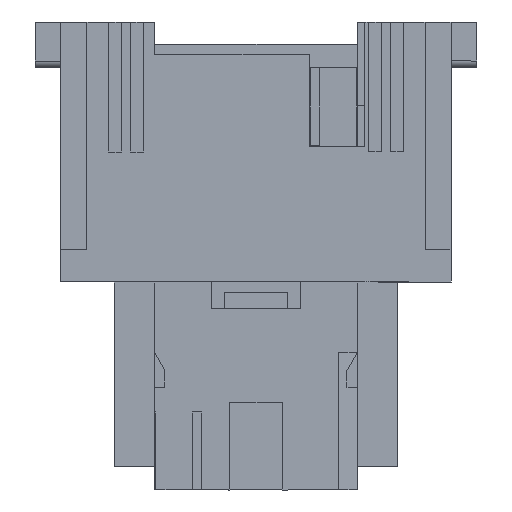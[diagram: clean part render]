
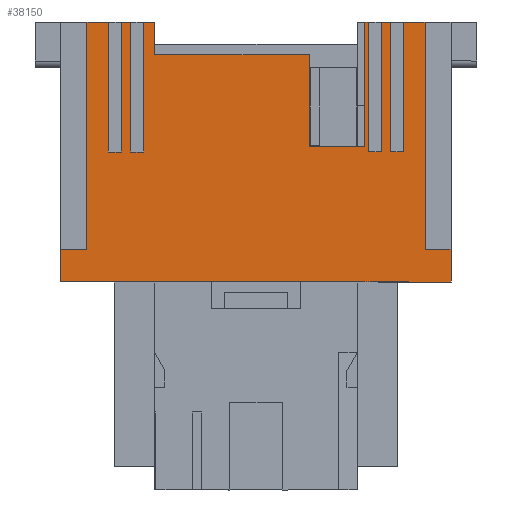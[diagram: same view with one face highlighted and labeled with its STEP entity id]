
A CAD part, left-side view. The second image highlights one B-rep face of the part: STEP entity #38150.
In plain terms, the highlighted face is planar.
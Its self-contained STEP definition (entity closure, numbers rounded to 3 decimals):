
#21130=CARTESIAN_POINT('',(56.048,60.757,-4.)
);
#21140=VERTEX_POINT('',#21130);
#21170=CARTESIAN_POINT('',(56.048,60.757,0.));
#21180=DIRECTION('',(0.,0.,-1.));
#21190=VECTOR('',#21180,1.);
#21200=LINE('',#21170,#21190);
#21210=CARTESIAN_POINT('',(56.048,60.757,-2.)
);
#21220=VERTEX_POINT('',#21210);
#21230=EDGE_CURVE('',#21220,#21140,#21200,.T.);
#23800=CARTESIAN_POINT('',(56.048,75.757,
-21.1));
#23810=VERTEX_POINT('',#23800);
#23840=CARTESIAN_POINT('',(56.048,75.757,0.));
#23850=DIRECTION('',(0.,0.,-1.));
#23860=VECTOR('',#23850,1.);
#23870=LINE('',#23840,#23860);
#23880=CARTESIAN_POINT('',(56.048,75.757,
-9.2));
#23890=VERTEX_POINT('',#23880);
#23900=EDGE_CURVE('',#23890,#23810,#23870,.T.);
#27880=CARTESIAN_POINT('',(56.048,78.257,-26.65));
#27890=VERTEX_POINT('',#27880);
#27920=CARTESIAN_POINT('',(56.048,0.,-26.65));
#27930=DIRECTION('',(0.,-1.,0.));
#27940=VECTOR('',#27930,1.);
#27950=LINE('',#27920,#27940);
#27960=CARTESIAN_POINT('',(56.048,68.257,-26.65));
#27970=VERTEX_POINT('',#27960);
#27980=EDGE_CURVE('',#27890,#27970,#27950,.T.);
#29760=CARTESIAN_POINT('',(56.048,68.257,-6.65)
);
#29770=VERTEX_POINT('',#29760);
#29800=CARTESIAN_POINT('',(56.048,68.257,0.));
#29810=DIRECTION('',(0.,0.,1.));
#29820=VECTOR('',#29810,1.);
#29830=LINE('',#29800,#29820);
#29840=CARTESIAN_POINT('',(56.048,68.257,-5.65)
);
#29850=VERTEX_POINT('',#29840);
#29860=EDGE_CURVE('',#29770,#29850,#29830,.T.);
#30170=CARTESIAN_POINT('',(56.048,68.257,0.));
#30180=DIRECTION('',(0.,0.,1.));
#30190=VECTOR('',#30180,1.);
#30200=LINE('',#30170,#30190);
#30210=CARTESIAN_POINT('',(56.048,68.257,-28.35));
#30220=VERTEX_POINT('',#30210);
#30230=CARTESIAN_POINT('',(56.048,68.257,-27.35));
#30240=VERTEX_POINT('',#30230);
#30250=EDGE_CURVE('',#30220,#30240,#30200,.T.);
#30680=CARTESIAN_POINT('',(56.048,78.257,-28.35));
#30690=VERTEX_POINT('',#30680);
#30740=CARTESIAN_POINT('',(56.048,0.,-28.35));
#30750=DIRECTION('',(0.,-1.,0.));
#30760=VECTOR('',#30750,1.);
#30770=LINE('',#30740,#30760);
#30780=EDGE_CURVE('',#30690,#30220,#30770,.T.);
#34290=CARTESIAN_POINT('',(56.048,60.757,-30.)
);
#34300=VERTEX_POINT('',#34290);
#34450=CARTESIAN_POINT('',(56.048,60.757,-32.)
);
#34460=VERTEX_POINT('',#34450);
#34490=CARTESIAN_POINT('',(56.048,60.757,-4.559)
);
#34500=DIRECTION('',(0.,0.,1.));
#34510=VECTOR('',#34500,1.);
#34520=LINE('',#34490,#34510);
#34530=EDGE_CURVE('',#34460,#34300,#34520,.T.);
#36160=CARTESIAN_POINT('',(56.048,78.257,-25.35)
);
#36170=VERTEX_POINT('',#36160);
#36200=CARTESIAN_POINT('',(56.048,0.,-25.35));
#36210=DIRECTION('',(0.,1.,0.));
#36220=VECTOR('',#36210,1.);
#36230=LINE('',#36200,#36220);
#36240=CARTESIAN_POINT('',(56.048,68.657,
-25.35));
#36250=VERTEX_POINT('',#36240);
#36260=EDGE_CURVE('',#36250,#36170,#36230,.T.);
#36540=CARTESIAN_POINT('',(56.048,80.457,
-0.5));
#36550=DIRECTION('',(1.,0.,0.));
#36560=DIRECTION('',(0.,0.,1.));
#36570=AXIS2_PLACEMENT_3D('',#36540,#36550,#36560);
#36580=PLANE('',#36570);
#36590=CARTESIAN_POINT('',(56.048,0.,-2.));
#36600=DIRECTION('',(0.,1.,0.));
#36610=VECTOR('',#36600,1.);
#36620=LINE('',#36590,#36610);
#36630=CARTESIAN_POINT('',(56.048,58.257,
-2.));
#36640=VERTEX_POINT('',#36630);
#36650=EDGE_CURVE('',#36640,#21220,#36620,.T.);
#36660=ORIENTED_EDGE('',*,*,#36650,.F.);
#36670=ORIENTED_EDGE('',*,*,#21230,.F.);
#36680=CARTESIAN_POINT('',(56.048,0.,-4.));
#36690=DIRECTION('',(0.,-1.,0.));
#36700=VECTOR('',#36690,1.);
#36710=LINE('',#36680,#36700);
#36720=CARTESIAN_POINT('',(56.048,78.257,-4.)
);
#36730=VERTEX_POINT('',#36720);
#36740=EDGE_CURVE('',#36730,#21140,#36710,.T.);
#36750=ORIENTED_EDGE('',*,*,#36740,.T.);
#36760=CARTESIAN_POINT('',(56.048,78.257,0.));
#36770=DIRECTION('',(0.,0.,1.));
#36780=VECTOR('',#36770,1.);
#36790=LINE('',#36760,#36780);
#36800=CARTESIAN_POINT('',(56.048,78.257,-5.65)
);
#36810=VERTEX_POINT('',#36800);
#36820=EDGE_CURVE('',#36810,#36730,#36790,.T.);
#36830=ORIENTED_EDGE('',*,*,#36820,.T.);
#36840=CARTESIAN_POINT('',(56.048,0.,-5.65));
#36850=DIRECTION('',(0.,1.,0.));
#36860=VECTOR('',#36850,1.);
#36870=LINE('',#36840,#36860);
#36880=EDGE_CURVE('',#29850,#36810,#36870,.T.);
#36890=ORIENTED_EDGE('',*,*,#36880,.T.);
#36900=ORIENTED_EDGE('',*,*,#29860,.T.);
#36910=CARTESIAN_POINT('',(56.048,0.,-6.65));
#36920=DIRECTION('',(0.,-1.,0.));
#36930=VECTOR('',#36920,1.);
#36940=LINE('',#36910,#36930);
#36950=CARTESIAN_POINT('',(56.048,78.257,-6.65)
);
#36960=VERTEX_POINT('',#36950);
#36970=EDGE_CURVE('',#36960,#29770,#36940,.T.);
#36980=ORIENTED_EDGE('',*,*,#36970,.T.);
#36990=CARTESIAN_POINT('',(56.048,78.257,-7.35)
);
#37000=VERTEX_POINT('',#36990);
#37010=EDGE_CURVE('',#37000,#36960,#36790,.T.);
#37020=ORIENTED_EDGE('',*,*,#37010,.T.);
#37030=CARTESIAN_POINT('',(56.048,0.,-7.35));
#37040=DIRECTION('',(0.,1.,0.));
#37050=VECTOR('',#37040,1.);
#37060=LINE('',#37030,#37050);
#37070=CARTESIAN_POINT('',(56.048,68.257,-7.35)
);
#37080=VERTEX_POINT('',#37070);
#37090=EDGE_CURVE('',#37080,#37000,#37060,.T.);
#37100=ORIENTED_EDGE('',*,*,#37090,.T.);
#37110=CARTESIAN_POINT('',(56.048,68.257,0.));
#37120=DIRECTION('',(0.,0.,1.));
#37130=VECTOR('',#37120,1.);
#37140=LINE('',#37110,#37130);
#37150=CARTESIAN_POINT('',(56.048,68.257,-8.35)
);
#37160=VERTEX_POINT('',#37150);
#37170=EDGE_CURVE('',#37160,#37080,#37140,.T.);
#37180=ORIENTED_EDGE('',*,*,#37170,.T.);
#37190=CARTESIAN_POINT('',(56.048,0.,-8.35));
#37200=DIRECTION('',(0.,-1.,0.));
#37210=VECTOR('',#37200,1.);
#37220=LINE('',#37190,#37210);
#37230=CARTESIAN_POINT('',(56.048,78.257,-8.35)
);
#37240=VERTEX_POINT('',#37230);
#37250=EDGE_CURVE('',#37240,#37160,#37220,.T.);
#37260=ORIENTED_EDGE('',*,*,#37250,.T.);
#37270=CARTESIAN_POINT('',(56.048,78.257,-9.2)
);
#37280=VERTEX_POINT('',#37270);
#37290=EDGE_CURVE('',#37280,#37240,#36790,.T.);
#37300=ORIENTED_EDGE('',*,*,#37290,.T.);
#37310=CARTESIAN_POINT('',(56.048,0.,-9.2));
#37320=DIRECTION('',(0.,1.,0.));
#37330=VECTOR('',#37320,1.);
#37340=LINE('',#37310,#37330);
#37350=EDGE_CURVE('',#23890,#37280,#37340,.T.);
#37360=ORIENTED_EDGE('',*,*,#37350,.T.);
#37370=ORIENTED_EDGE('',*,*,#23900,.F.);
#37380=CARTESIAN_POINT('',(56.048,0.,-21.1));
#37390=DIRECTION('',(0.,-1.,0.));
#37400=VECTOR('',#37390,1.);
#37410=LINE('',#37380,#37400);
#37420=CARTESIAN_POINT('',(56.048,68.657,
-21.1));
#37430=VERTEX_POINT('',#37420);
#37440=EDGE_CURVE('',#23810,#37430,#37410,.T.);
#37450=ORIENTED_EDGE('',*,*,#37440,.F.);
#37460=CARTESIAN_POINT('',(56.048,68.657,0.));
#37470=DIRECTION('',(0.,0.,-1.));
#37480=VECTOR('',#37470,1.);
#37490=LINE('',#37460,#37480);
#37500=EDGE_CURVE('',#37430,#36250,#37490,.T.);
#37510=ORIENTED_EDGE('',*,*,#37500,.F.);
#37520=ORIENTED_EDGE('',*,*,#36260,.F.);
#37530=CARTESIAN_POINT('',(56.048,78.257,
-4.559));
#37540=DIRECTION('',(0.,0.,1.));
#37550=VECTOR('',#37540,1.);
#37560=LINE('',#37530,#37550);
#37570=CARTESIAN_POINT('',(56.048,78.257,-25.65));
#37580=VERTEX_POINT('',#37570);
#37590=EDGE_CURVE('',#37580,#36170,#37560,.T.);
#37600=ORIENTED_EDGE('',*,*,#37590,.T.);
#37610=CARTESIAN_POINT('',(56.048,0.,-25.65));
#37620=DIRECTION('',(0.,1.,0.));
#37630=VECTOR('',#37620,1.);
#37640=LINE('',#37610,#37630);
#37650=CARTESIAN_POINT('',(56.048,68.257,-25.65));
#37660=VERTEX_POINT('',#37650);
#37670=EDGE_CURVE('',#37660,#37580,#37640,.T.);
#37680=ORIENTED_EDGE('',*,*,#37670,.T.);
#37690=CARTESIAN_POINT('',(56.048,68.257,0.));
#37700=DIRECTION('',(0.,0.,1.));
#37710=VECTOR('',#37700,1.);
#37720=LINE('',#37690,#37710);
#37730=EDGE_CURVE('',#27970,#37660,#37720,.T.);
#37740=ORIENTED_EDGE('',*,*,#37730,.T.);
#37750=ORIENTED_EDGE('',*,*,#27980,.T.);
#37760=CARTESIAN_POINT('',(56.048,78.257,-27.35));
#37770=VERTEX_POINT('',#37760);
#37780=EDGE_CURVE('',#37770,#27890,#37560,.T.);
#37790=ORIENTED_EDGE('',*,*,#37780,.T.);
#37800=CARTESIAN_POINT('',(56.048,0.,-27.35));
#37810=DIRECTION('',(0.,1.,0.));
#37820=VECTOR('',#37810,1.);
#37830=LINE('',#37800,#37820);
#37840=EDGE_CURVE('',#30240,#37770,#37830,.T.);
#37850=ORIENTED_EDGE('',*,*,#37840,.T.);
#37860=ORIENTED_EDGE('',*,*,#30250,.T.);
#37870=ORIENTED_EDGE('',*,*,#30780,.T.);
#37880=CARTESIAN_POINT('',(56.048,78.257,-30.)
);
#37890=VERTEX_POINT('',#37880);
#37900=EDGE_CURVE('',#37890,#30690,#37560,.T.);
#37910=ORIENTED_EDGE('',*,*,#37900,.T.);
#37920=CARTESIAN_POINT('',(56.048,58.057,-30.)
);
#37930=DIRECTION('',(0.,-1.,0.));
#37940=VECTOR('',#37930,1.);
#37950=LINE('',#37920,#37940);
#37960=EDGE_CURVE('',#37890,#34300,#37950,.T.);
#37970=ORIENTED_EDGE('',*,*,#37960,.F.);
#37980=ORIENTED_EDGE('',*,*,#34530,.T.);
#37990=CARTESIAN_POINT('',(56.048,58.057,-32.));
#38000=DIRECTION('',(0.,-1.,0.));
#38010=VECTOR('',#38000,1.);
#38020=LINE('',#37990,#38010);
#38030=CARTESIAN_POINT('',(56.048,58.257,
-32.));
#38040=VERTEX_POINT('',#38030);
#38050=EDGE_CURVE('',#34460,#38040,#38020,.T.);
#38060=ORIENTED_EDGE('',*,*,#38050,.F.);
#38070=CARTESIAN_POINT('',(56.048,58.257,0.));
#38080=DIRECTION('',(0.,0.,-1.));
#38090=VECTOR('',#38080,1.);
#38100=LINE('',#38070,#38090);
#38110=EDGE_CURVE('',#36640,#38040,#38100,.T.);
#38120=ORIENTED_EDGE('',*,*,#38110,.T.);
#38130=EDGE_LOOP('',(#38120,#38060,#37980,#37970,#37910,#37870,#37860,
#37850,#37790,#37750,#37740,#37680,#37600,#37520,#37510,#37450,#37370,
#37360,#37300,#37260,#37180,#37100,#37020,#36980,#36900,#36890,#36830,
#36750,#36670,#36660));
#38140=FACE_OUTER_BOUND('',#38130,.T.);
#38150=ADVANCED_FACE('',(#38140),#36580,.T.);
